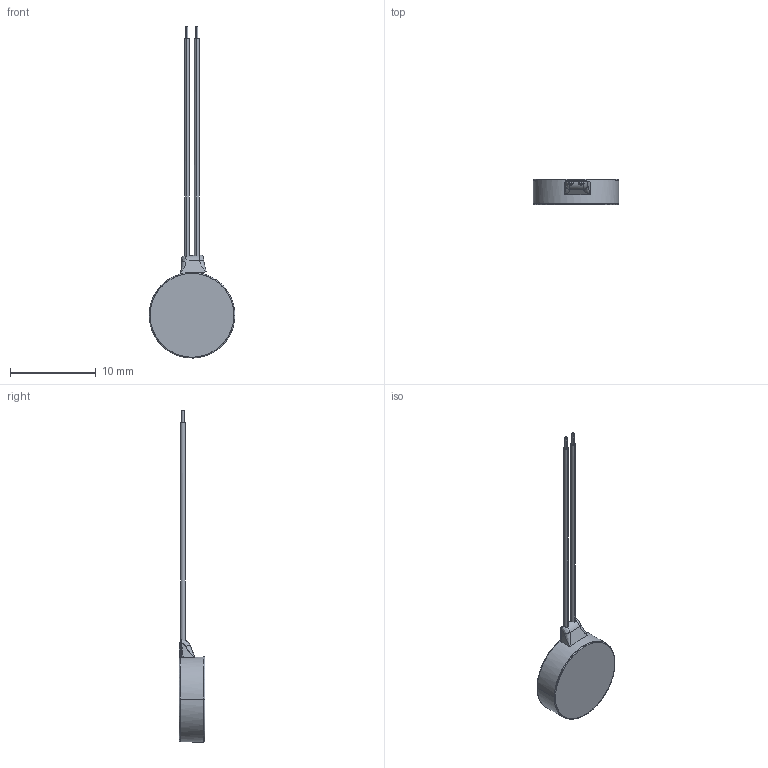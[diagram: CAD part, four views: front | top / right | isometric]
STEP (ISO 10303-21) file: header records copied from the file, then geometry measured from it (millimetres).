
FILE_DESCRIPTION(('CAx-IF Rec.Pracs.---Model Styling and Organization---1.5---2016-08-15','CAx-IF Rec.Pracs.---Geometric and Assembly Validation Properties---4.4---2016-08-17','CAx-IF Rec.Pracs.---User Defined Attributes---1.5---2016-08-15','CAx-IF Rec.Pracs.---External References---2.1---2005-01-19'),'2;1');
FILE_NAME('c1030b028f_asm.stp','2020-07-29T22:47:15',('Unspecified'),('Unspecified'),'CAD Exchanger 3.8.1 (cadexchanger.com)','Unspecified','');
FILE_SCHEMA(('AUTOMOTIVE_DESIGN { 1 0 10303 214 1 1 1 1 }'));
Length unit declared in the file: millimetre
Bounding box: 10 x 3 x 38.79 mm (x, y, z)
Surface area: 371.5 mm2 (no closed solid volume)
Topology: 0 solids, 60 shells, 60 faces, 258 edges, 256 vertices
Faces by surface type: bspline 39, cylinder 18, revolution 3
Entity records: 4857 total; most frequent: CARTESIAN_POINT 3081, B_SPLINE_CURVE_WITH_KNOTS 259, ORIENTED_EDGE 256, EDGE_CURVE 256, VERTEX_POINT 256, FACE_BOUND 66, EDGE_LOOP 66, OPEN_SHELL 60
